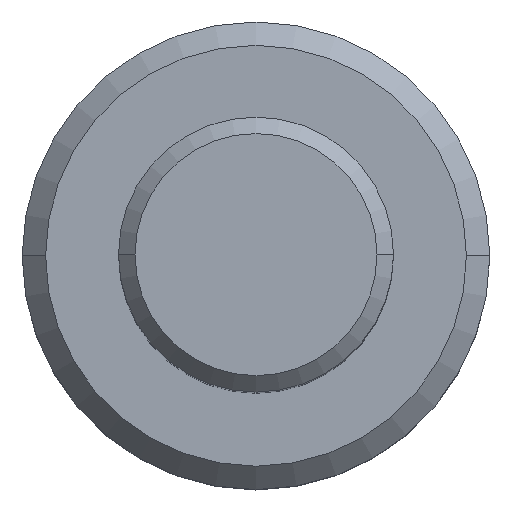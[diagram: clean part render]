
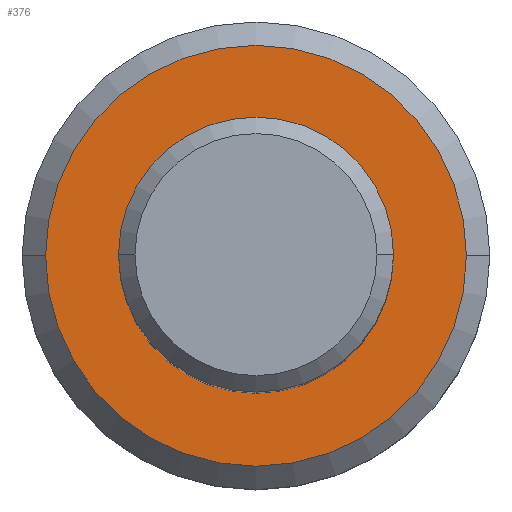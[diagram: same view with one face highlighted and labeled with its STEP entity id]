
A CAD part, top view. The second image highlights one B-rep face of the part: STEP entity #376.
In plain terms, the highlighted planar face has unit normal (0, 0, 1).
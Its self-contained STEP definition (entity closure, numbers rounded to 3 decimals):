
#15 = DIRECTION ( 'NONE',  ( -1., 0., 0. ) ) ;
#29 = VERTEX_POINT ( 'NONE', #380 ) ;
#44 = CARTESIAN_POINT ( 'NONE',  ( 0., 0., -12. ) ) ;
#52 = CARTESIAN_POINT ( 'NONE',  ( -3.825, 0., -12. ) ) ;
#53 = DIRECTION ( 'NONE',  ( 0., 0., 1. ) ) ;
#89 = CIRCLE ( 'NONE', #127, 3.825 ) ;
#110 = DIRECTION ( 'NONE',  ( -1., 0., 0. ) ) ;
#127 = AXIS2_PLACEMENT_3D ( 'NONE', #437, #172, #369 ) ;
#172 = DIRECTION ( 'NONE',  ( 0., 0., 1. ) ) ;
#181 = AXIS2_PLACEMENT_3D ( 'NONE', #691, #431, #110 ) ;
#185 = VERTEX_POINT ( 'NONE', #534 ) ;
#239 = AXIS2_PLACEMENT_3D ( 'NONE', #664, #603, #15 ) ;
#246 = ORIENTED_EDGE ( 'NONE', *, *, #558, .F. ) ;
#249 = FACE_OUTER_BOUND ( 'NONE', #799, .T. ) ;
#254 = EDGE_CURVE ( 'NONE', #647, #677, #89, .T. ) ;
#261 = EDGE_CURVE ( 'NONE', #185, #29, #401, .T. ) ;
#295 = DIRECTION ( 'NONE',  ( 0., -1., 0. ) ) ;
#312 = PLANE ( 'NONE',  #666 ) ;
#323 = EDGE_CURVE ( 'NONE', #677, #647, #544, .T. ) ;
#369 = DIRECTION ( 'NONE',  ( -1., 0., 0. ) ) ;
#375 = DIRECTION ( 'NONE',  ( -1., 0., 0. ) ) ;
#376 = ADVANCED_FACE ( 'NONE', ( #836, #249 ), #312, .F. ) ;
#380 = CARTESIAN_POINT ( 'NONE',  ( 2.5, 0., -12. ) ) ;
#401 = CIRCLE ( 'NONE', #806, 2.5 ) ;
#415 = ORIENTED_EDGE ( 'NONE', *, *, #323, .T. ) ;
#431 = DIRECTION ( 'NONE',  ( 0., 0., 1. ) ) ;
#437 = CARTESIAN_POINT ( 'NONE',  ( 0., 0., -12. ) ) ;
#493 = CIRCLE ( 'NONE', #239, 2.5 ) ;
#511 = EDGE_LOOP ( 'NONE', ( #246, #786 ) ) ;
#534 = CARTESIAN_POINT ( 'NONE',  ( -2.5, 0., -12. ) ) ;
#535 = ORIENTED_EDGE ( 'NONE', *, *, #254, .T. ) ;
#544 = CIRCLE ( 'NONE', #181, 3.825 ) ;
#558 = EDGE_CURVE ( 'NONE', #29, #185, #493, .T. ) ;
#603 = DIRECTION ( 'NONE',  ( 0., 0., 1. ) ) ;
#632 = CARTESIAN_POINT ( 'NONE',  ( 3.825, 0., -12. ) ) ;
#647 = VERTEX_POINT ( 'NONE', #632 ) ;
#664 = CARTESIAN_POINT ( 'NONE',  ( 0., 0., -12. ) ) ;
#666 = AXIS2_PLACEMENT_3D ( 'NONE', #44, #770, #295 ) ;
#677 = VERTEX_POINT ( 'NONE', #52 ) ;
#691 = CARTESIAN_POINT ( 'NONE',  ( 0., 0., -12. ) ) ;
#770 = DIRECTION ( 'NONE',  ( 0., 0., -1. ) ) ;
#786 = ORIENTED_EDGE ( 'NONE', *, *, #261, .F. ) ;
#799 = EDGE_LOOP ( 'NONE', ( #415, #535 ) ) ;
#806 = AXIS2_PLACEMENT_3D ( 'NONE', #820, #53, #375 ) ;
#820 = CARTESIAN_POINT ( 'NONE',  ( 0., 0., -12. ) ) ;
#836 = FACE_BOUND ( 'NONE', #511, .T. ) ;
